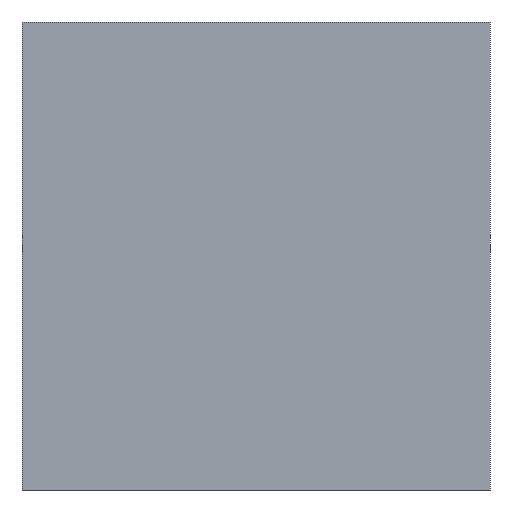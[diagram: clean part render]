
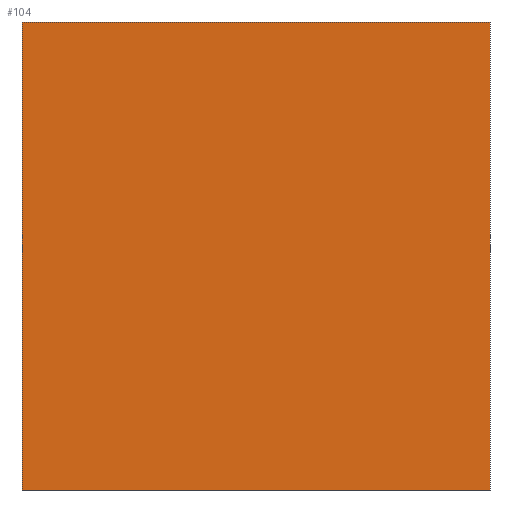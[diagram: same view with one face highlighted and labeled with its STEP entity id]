
A CAD part, left-side view. The second image highlights one B-rep face of the part: STEP entity #104.
In plain terms, the highlighted planar face has unit normal (-1, 0, 0).
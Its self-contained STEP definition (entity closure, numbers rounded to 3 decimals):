
#4 = DIRECTION ( 'NONE',  ( 0., 0., -1. ) ) ;
#9 = CARTESIAN_POINT ( 'NONE',  ( 284.707, 54.358, 25. ) ) ;
#17 = CARTESIAN_POINT ( 'NONE',  ( 284.707, 54.358, 0. ) ) ;
#26 = VERTEX_POINT ( 'NONE', #17 ) ;
#39 = VECTOR ( 'NONE', #157, 1000. ) ;
#41 = CARTESIAN_POINT ( 'NONE',  ( 284.707, 66.858, 0. ) ) ;
#42 = ORIENTED_EDGE ( 'NONE', *, *, #71, .T. ) ;
#53 = LINE ( 'NONE', #142, #156 ) ;
#60 = DIRECTION ( 'NONE',  ( 1., 0., 0. ) ) ;
#64 = CARTESIAN_POINT ( 'NONE',  ( 284.707, 79.358, 25. ) ) ;
#71 = EDGE_CURVE ( 'NONE', #109, #26, #108, .T. ) ;
#85 = AXIS2_PLACEMENT_3D ( 'NONE', #135, #60, #171 ) ;
#86 = ORIENTED_EDGE ( 'NONE', *, *, #167, .T. ) ;
#89 = DIRECTION ( 'NONE',  ( 0., -1., 0. ) ) ;
#98 = CARTESIAN_POINT ( 'NONE',  ( 284.707, 79.358, 25. ) ) ;
#104 = ADVANCED_FACE ( 'NONE', ( #145 ), #213, .F. ) ;
#108 = LINE ( 'NONE', #41, #161 ) ;
#109 = VERTEX_POINT ( 'NONE', #116 ) ;
#115 = ORIENTED_EDGE ( 'NONE', *, *, #125, .F. ) ;
#116 = CARTESIAN_POINT ( 'NONE',  ( 284.707, 79.358, 0. ) ) ;
#125 = EDGE_CURVE ( 'NONE', #225, #127, #158, .T. ) ;
#127 = VERTEX_POINT ( 'NONE', #194 ) ;
#135 = CARTESIAN_POINT ( 'NONE',  ( 284.707, 66.858, 25. ) ) ;
#142 = CARTESIAN_POINT ( 'NONE',  ( 284.707, 54.358, 25. ) ) ;
#145 = FACE_OUTER_BOUND ( 'NONE', #172, .T. ) ;
#147 = VECTOR ( 'NONE', #4, 1000. ) ;
#156 = VECTOR ( 'NONE', #231, 1000. ) ;
#157 = DIRECTION ( 'NONE',  ( 0., -1., 0. ) ) ;
#158 = LINE ( 'NONE', #9, #39 ) ;
#161 = VECTOR ( 'NONE', #89, 1000. ) ;
#167 = EDGE_CURVE ( 'NONE', #225, #109, #184, .T. ) ;
#171 = DIRECTION ( 'NONE',  ( 0., 0., -1. ) ) ;
#172 = EDGE_LOOP ( 'NONE', ( #42, #221, #115, #86 ) ) ;
#184 = LINE ( 'NONE', #64, #147 ) ;
#194 = CARTESIAN_POINT ( 'NONE',  ( 284.707, 54.358, 25. ) ) ;
#213 = PLANE ( 'NONE',  #85 ) ;
#221 = ORIENTED_EDGE ( 'NONE', *, *, #235, .F. ) ;
#225 = VERTEX_POINT ( 'NONE', #98 ) ;
#231 = DIRECTION ( 'NONE',  ( 0., 0., -1. ) ) ;
#235 = EDGE_CURVE ( 'NONE', #127, #26, #53, .T. ) ;
